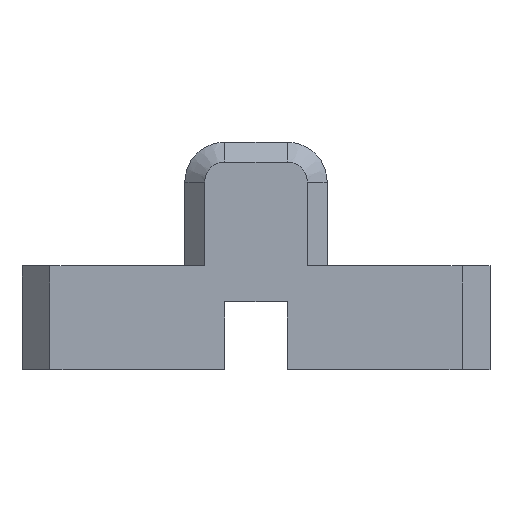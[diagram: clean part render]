
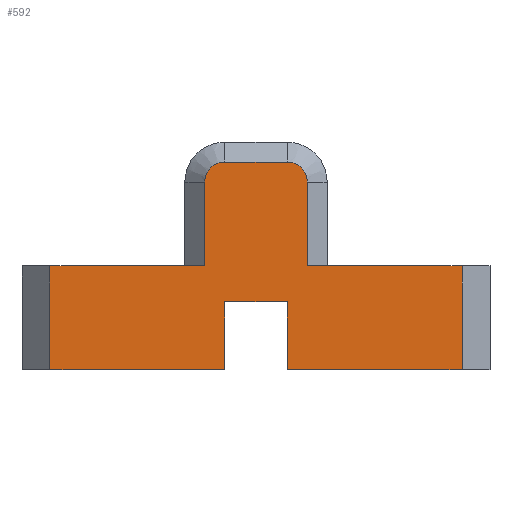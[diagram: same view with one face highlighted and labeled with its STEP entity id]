
A CAD part, top view. The second image highlights one B-rep face of the part: STEP entity #592.
In plain terms, the highlighted planar face has unit normal (0, 0, 1).
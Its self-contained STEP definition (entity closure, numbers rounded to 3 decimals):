
#33=PLANE('',#639);
#66=FACE_OUTER_BOUND('',#99,.T.);
#99=EDGE_LOOP('',(#504,#505,#506,#507,#508,#509,#510,#511,#512,#513,#514,
#515,#516,#517));
#119=CIRCLE('',#633,0.5);
#120=CIRCLE('',#636,0.5);
#128=LINE('',#838,#199);
#133=LINE('',#847,#204);
#135=LINE('',#851,#206);
#137=LINE('',#855,#208);
#169=LINE('',#931,#240);
#172=LINE('',#939,#243);
#175=LINE('',#947,#246);
#178=LINE('',#953,#249);
#179=LINE('',#954,#250);
#180=LINE('',#956,#251);
#181=LINE('',#958,#252);
#182=LINE('',#959,#253);
#199=VECTOR('',#674,10.);
#204=VECTOR('',#681,10.);
#206=VECTOR('',#685,10.);
#208=VECTOR('',#689,10.);
#240=VECTOR('',#755,10.);
#243=VECTOR('',#764,10.);
#246=VECTOR('',#773,10.);
#249=VECTOR('',#780,10.);
#250=VECTOR('',#781,10.);
#251=VECTOR('',#782,10.);
#252=VECTOR('',#783,10.);
#253=VECTOR('',#784,10.);
#271=VERTEX_POINT('',#835);
#272=VERTEX_POINT('',#837);
#275=VERTEX_POINT('',#845);
#276=VERTEX_POINT('',#849);
#277=VERTEX_POINT('',#853);
#302=VERTEX_POINT('',#925);
#304=VERTEX_POINT('',#929);
#305=VERTEX_POINT('',#933);
#306=VERTEX_POINT('',#937);
#307=VERTEX_POINT('',#941);
#308=VERTEX_POINT('',#945);
#309=VERTEX_POINT('',#952);
#310=VERTEX_POINT('',#955);
#311=VERTEX_POINT('',#957);
#326=EDGE_CURVE('',#271,#272,#128,.T.);
#331=EDGE_CURVE('',#275,#271,#133,.T.);
#333=EDGE_CURVE('',#276,#275,#135,.T.);
#335=EDGE_CURVE('',#276,#277,#137,.T.);
#373=EDGE_CURVE('',#304,#302,#169,.T.);
#375=EDGE_CURVE('',#305,#304,#119,.T.);
#377=EDGE_CURVE('',#306,#305,#172,.T.);
#379=EDGE_CURVE('',#307,#306,#120,.T.);
#381=EDGE_CURVE('',#308,#307,#175,.T.);
#384=EDGE_CURVE('',#308,#309,#178,.T.);
#385=EDGE_CURVE('',#272,#309,#179,.T.);
#386=EDGE_CURVE('',#310,#277,#180,.T.);
#387=EDGE_CURVE('',#311,#310,#181,.T.);
#388=EDGE_CURVE('',#311,#302,#182,.T.);
#504=ORIENTED_EDGE('',*,*,#384,.T.);
#505=ORIENTED_EDGE('',*,*,#385,.F.);
#506=ORIENTED_EDGE('',*,*,#326,.F.);
#507=ORIENTED_EDGE('',*,*,#331,.F.);
#508=ORIENTED_EDGE('',*,*,#333,.F.);
#509=ORIENTED_EDGE('',*,*,#335,.T.);
#510=ORIENTED_EDGE('',*,*,#386,.F.);
#511=ORIENTED_EDGE('',*,*,#387,.F.);
#512=ORIENTED_EDGE('',*,*,#388,.T.);
#513=ORIENTED_EDGE('',*,*,#373,.F.);
#514=ORIENTED_EDGE('',*,*,#375,.F.);
#515=ORIENTED_EDGE('',*,*,#377,.F.);
#516=ORIENTED_EDGE('',*,*,#379,.F.);
#517=ORIENTED_EDGE('',*,*,#381,.F.);
#592=ADVANCED_FACE('',(#66),#33,.T.);
#633=AXIS2_PLACEMENT_3D('',#935,#759,#760);
#636=AXIS2_PLACEMENT_3D('',#943,#768,#769);
#639=AXIS2_PLACEMENT_3D('',#951,#778,#779);
#674=DIRECTION('',(-1.,0.,0.));
#681=DIRECTION('',(0.,-1.,0.));
#685=DIRECTION('',(-1.,0.,0.));
#689=DIRECTION('',(0.,-1.,0.));
#755=DIRECTION('',(0.,-1.,0.));
#759=DIRECTION('center_axis',(0.,0.,-1.));
#760=DIRECTION('ref_axis',(0.707,0.707,0.));
#764=DIRECTION('',(1.,0.,0.));
#768=DIRECTION('center_axis',(0.,0.,-1.));
#769=DIRECTION('ref_axis',(-0.707,0.707,0.));
#773=DIRECTION('',(0.,1.,0.));
#778=DIRECTION('center_axis',(0.,0.,1.));
#779=DIRECTION('ref_axis',(-1.,0.,0.));
#780=DIRECTION('',(-1.,0.,0.));
#781=DIRECTION('',(0.,1.,0.));
#782=DIRECTION('',(-1.,0.,0.));
#783=DIRECTION('',(0.,-1.,0.));
#784=DIRECTION('',(-1.,0.,0.));
#835=CARTESIAN_POINT('',(-29.47,17.5,4.761));
#837=CARTESIAN_POINT('',(-33.848,17.5,4.761));
#838=CARTESIAN_POINT('',(-22.825,17.5,4.761));
#845=CARTESIAN_POINT('',(-29.47,19.2,4.761));
#847=CARTESIAN_POINT('',(-29.47,20.1,4.761));
#849=CARTESIAN_POINT('',(-27.903,19.2,4.761));
#851=CARTESIAN_POINT('',(-22.825,19.2,4.761));
#853=CARTESIAN_POINT('',(-27.903,17.5,4.761));
#855=CARTESIAN_POINT('',(-27.903,20.1,4.761));
#925=CARTESIAN_POINT('',(-27.403,20.1,4.761));
#929=CARTESIAN_POINT('',(-27.403,22.2,4.761));
#931=CARTESIAN_POINT('',(-27.403,21.65,4.761));
#933=CARTESIAN_POINT('',(-27.903,22.7,4.761));
#935=CARTESIAN_POINT('Origin',(-27.903,22.2,4.761));
#937=CARTESIAN_POINT('',(-29.47,22.7,4.761));
#939=CARTESIAN_POINT('',(-29.078,22.7,4.761));
#941=CARTESIAN_POINT('',(-29.97,22.2,4.761));
#943=CARTESIAN_POINT('Origin',(-29.47,22.2,4.761));
#945=CARTESIAN_POINT('',(-29.97,20.1,4.761));
#947=CARTESIAN_POINT('',(-29.97,21.65,4.761));
#951=CARTESIAN_POINT('Origin',(-29.47,20.1,4.761));
#952=CARTESIAN_POINT('',(-33.848,20.1,4.761));
#953=CARTESIAN_POINT('',(-22.825,20.1,4.761));
#954=CARTESIAN_POINT('',(-33.848,20.1,4.761));
#955=CARTESIAN_POINT('',(-23.525,17.5,4.761));
#956=CARTESIAN_POINT('',(-22.825,17.5,4.761));
#957=CARTESIAN_POINT('',(-23.525,20.1,4.761));
#958=CARTESIAN_POINT('',(-23.525,20.1,4.761));
#959=CARTESIAN_POINT('',(-22.825,20.1,4.761));
